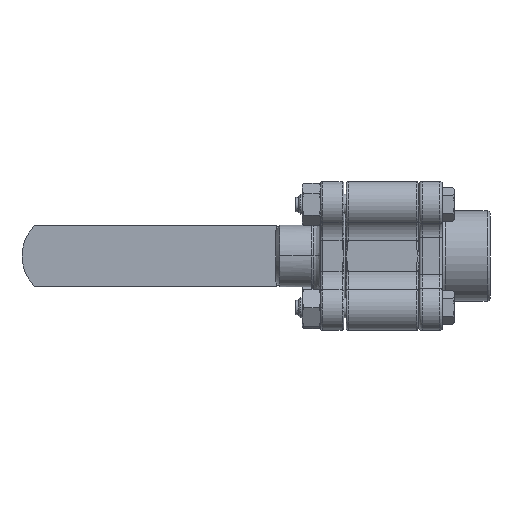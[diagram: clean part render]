
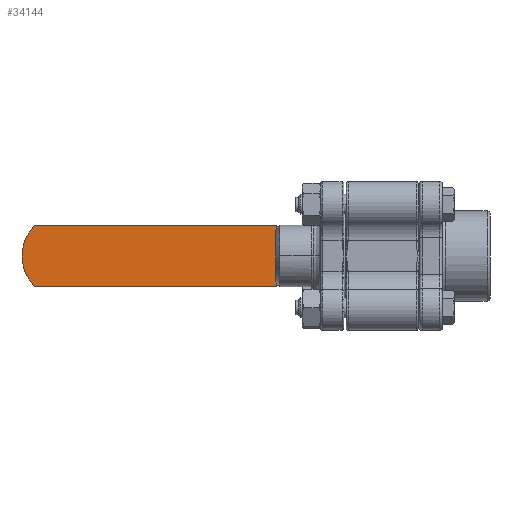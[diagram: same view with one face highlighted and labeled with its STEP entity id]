
A CAD part, front view. The second image highlights one B-rep face of the part: STEP entity #34144.
In plain terms, the highlighted planar face has unit normal (0, -1, 0).
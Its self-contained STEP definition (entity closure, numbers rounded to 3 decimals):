
#69 = LINE ( 'NONE', #11311, #46143 ) ;
#2801 = ORIENTED_EDGE ( 'NONE', *, *, #33285, .T. ) ;
#3075 = CARTESIAN_POINT ( 'NONE',  ( 0., -2., 13.132 ) ) ;
#4681 = CARTESIAN_POINT ( 'NONE',  ( 91.482, -2., 0. ) ) ;
#5777 = DIRECTION ( 'NONE',  ( 0., 0., -1. ) ) ;
#6763 = ORIENTED_EDGE ( 'NONE', *, *, #10869, .T. ) ;
#6829 = EDGE_CURVE ( 'Edge6', #39508, #12010, #69, .T. ) ;
#9137 = DIRECTION ( 'NONE',  ( -1., 0., 0. ) ) ;
#10869 = EDGE_CURVE ( 'Edge21', #12010, #34352, #21262, .T. ) ;
#11230 = VECTOR ( 'NONE', #9137, 1000. ) ;
#11311 = CARTESIAN_POINT ( 'NONE',  ( 0., -2., -13.132 ) ) ;
#12010 = VERTEX_POINT ( 'NONE', #37009 ) ;
#16145 = ORIENTED_EDGE ( 'NONE', *, *, #33150, .T. ) ;
#17271 = LINE ( 'NONE', #34825, #42636 ) ;
#17566 = VERTEX_POINT ( 'NONE', #3075 ) ;
#20428 = LINE ( 'NONE', #35288, #11230 ) ;
#20897 = ORIENTED_EDGE ( 'NONE', *, *, #6829, .T. ) ;
#20914 = FACE_OUTER_BOUND ( 'NONE', #40107, .T. ) ;
#21262 = CIRCLE ( 'NONE', #44213, 18.5 ) ;
#24043 = PLANE ( 'NONE',  #46408 ) ;
#24747 = DIRECTION ( 'NONE',  ( 0., 0., -1. ) ) ;
#25978 = DIRECTION ( 'NONE',  ( 1., 0., 0. ) ) ;
#28093 = DIRECTION ( 'NONE',  ( 0., -1., 0. ) ) ;
#29671 = DIRECTION ( 'NONE',  ( 0., -1., 0. ) ) ;
#32187 = CARTESIAN_POINT ( 'NONE',  ( 91.482, -2., 0. ) ) ;
#32729 = CARTESIAN_POINT ( 'NONE',  ( 0., -2., -13.132 ) ) ;
#33150 = EDGE_CURVE ( 'NONE', #17566, #39508, #17271, .T. ) ;
#33285 = EDGE_CURVE ( 'Edge29', #34352, #17566, #20428, .T. ) ;
#34144 = ADVANCED_FACE ( 'Face9', ( #20914 ), #24043, .T. ) ;
#34352 = VERTEX_POINT ( 'NONE', #41749 ) ;
#34825 = CARTESIAN_POINT ( 'NONE',  ( 0., -2., 13.132 ) ) ;
#35288 = CARTESIAN_POINT ( 'NONE',  ( 104.513, -2., 13.132 ) ) ;
#37009 = CARTESIAN_POINT ( 'NONE',  ( 104.513, -2., -13.132 ) ) ;
#39508 = VERTEX_POINT ( 'NONE', #32729 ) ;
#40107 = EDGE_LOOP ( 'NONE', ( #6763, #2801, #16145, #20897 ) ) ;
#41749 = CARTESIAN_POINT ( 'NONE',  ( 104.513, -2., 13.132 ) ) ;
#42636 = VECTOR ( 'NONE', #24747, 1000. ) ;
#44213 = AXIS2_PLACEMENT_3D ( 'NONE', #4681, #29671, #44518 ) ;
#44518 = DIRECTION ( 'NONE',  ( 0., 0., -1. ) ) ;
#46143 = VECTOR ( 'NONE', #25978, 1000. ) ;
#46408 = AXIS2_PLACEMENT_3D ( 'NONE', #32187, #28093, #5777 ) ;
